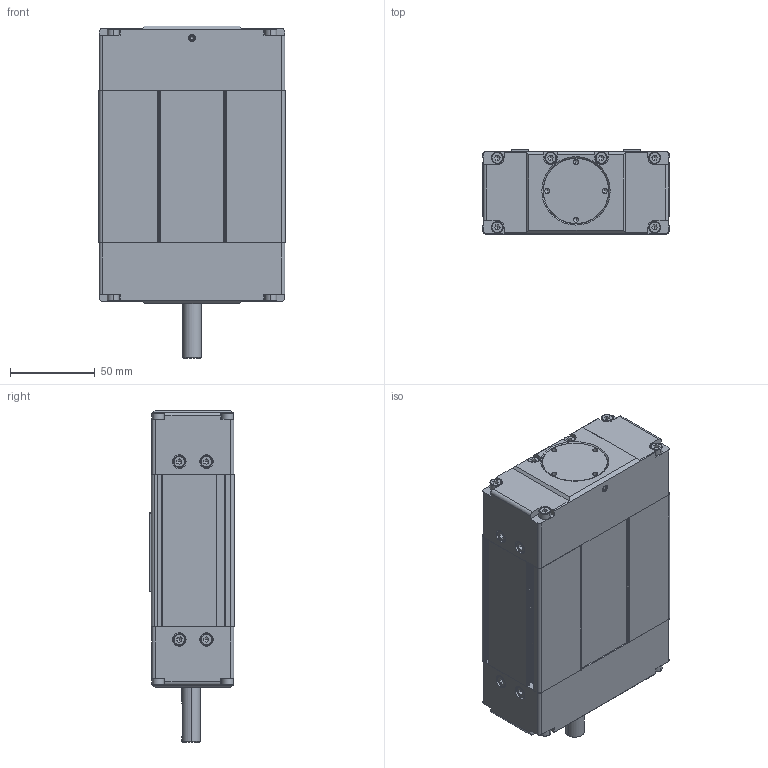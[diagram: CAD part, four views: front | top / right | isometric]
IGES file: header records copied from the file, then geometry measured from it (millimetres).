
Global section: file name: No Iges File Name specified; native system: Autodesk Inventor 2011; preprocessor: AutoDesk Inventor Iges Exporter R2011; author: user; date: 20101008.124330; units: millimetre
Bounding box: 110 x 50 x 196 mm (x, y, z)
Volume: 835360.9 mm3; surface area: 110061 mm2
Topology: 5 solids, 15 shells, 743 faces, 2038 edges, 1327 vertices
Faces by surface type: plane 317, bspline 138, cylinder 122, revolution 114, torus 44, cone 8
